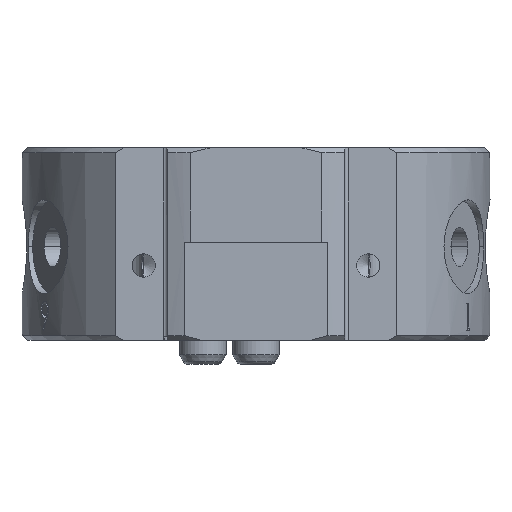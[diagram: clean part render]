
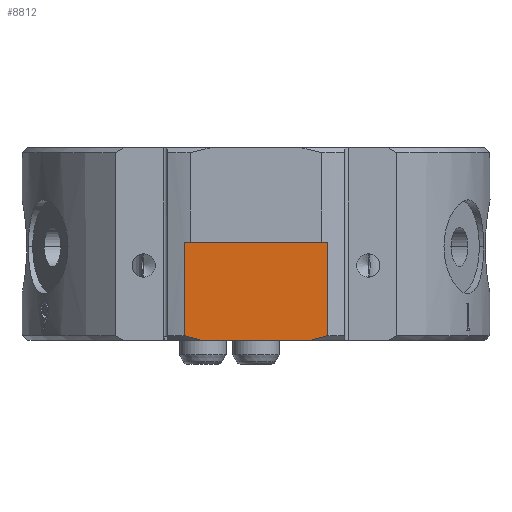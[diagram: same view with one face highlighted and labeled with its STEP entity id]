
A CAD part, left-side view. The second image highlights one B-rep face of the part: STEP entity #8812.
In plain terms, the highlighted planar face has unit normal (-1, 0, 0).
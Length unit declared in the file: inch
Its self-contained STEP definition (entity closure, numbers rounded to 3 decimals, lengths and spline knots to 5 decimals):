
#18 = AXIS2_PLACEMENT_3D ( 'NONE', #4252, #6733, #10163 ) ;
#147 = VERTEX_POINT ( 'NONE', #6074 ) ;
#787 = FACE_OUTER_BOUND ( 'NONE', #4659, .T. ) ;
#943 = CARTESIAN_POINT ( 'NONE',  ( -0.937, 0.27784, -0.79745 ) ) ;
#993 = VECTOR ( 'NONE', #10304, 39.37008 ) ;
#1104 = LINE ( 'NONE', #4520, #10898 ) ;
#1817 = EDGE_CURVE ( 'NONE', #6892, #6839, #2602, .T. ) ;
#1952 = CARTESIAN_POINT ( 'NONE',  ( -0.937, 0.25337, -0.80414 ) ) ;
#2422 = VECTOR ( 'NONE', #6177, 39.37008 ) ;
#2434 = EDGE_CURVE ( 'NONE', #9998, #147, #7028, .T. ) ;
#2602 = LINE ( 'NONE', #9586, #993 ) ;
#2728 = CARTESIAN_POINT ( 'NONE',  ( -0.937, 0.30211, -0.79 ) ) ;
#3169 = CARTESIAN_POINT ( 'NONE',  ( -0.937, -0.30211, -0.397 ) ) ;
#3459 = CARTESIAN_POINT ( 'NONE',  ( -0.937, 0.30211, -0.79 ) ) ;
#3747 = EDGE_CURVE ( 'NONE', #9998, #6839, #7968, .T. ) ;
#4252 = CARTESIAN_POINT ( 'NONE',  ( -0.937, -0.689, -0.397 ) ) ;
#4422 = CARTESIAN_POINT ( 'NONE',  ( -0.937, -0.30211, -0.79 ) ) ;
#4460 = VECTOR ( 'NONE', #4938, 39.37008 ) ;
#4520 = CARTESIAN_POINT ( 'NONE',  ( -0.937, 0.30211, 0. ) ) ;
#4659 = EDGE_LOOP ( 'NONE', ( #7130, #8352, #5040, #8881, #5751, #5256 ) ) ;
#4938 = DIRECTION ( 'NONE',  ( 0., 1., 0. ) ) ;
#5040 = ORIENTED_EDGE ( 'NONE', *, *, #2434, .F. ) ;
#5256 = ORIENTED_EDGE ( 'NONE', *, *, #7582, .T. ) ;
#5315 = CARTESIAN_POINT ( 'NONE',  ( -0.937, 0.22867, -0.81 ) ) ;
#5467 = CARTESIAN_POINT ( 'NONE',  ( -0.937, -0.22867, -0.81 ) ) ;
#5751 = ORIENTED_EDGE ( 'NONE', *, *, #1817, .F. ) ;
#5894 = LINE ( 'NONE', #6859, #4460 ) ;
#5939 = CARTESIAN_POINT ( 'NONE',  ( -0.937, -0.25337, -0.80414 ) ) ;
#6074 = CARTESIAN_POINT ( 'NONE',  ( -0.937, 0.22867, -0.81 ) ) ;
#6120 = B_SPLINE_CURVE_WITH_KNOTS ( 'NONE', 3,
 ( #2728, #943, #1952, #5315 ),
 .UNSPECIFIED., .F., .F.,
 ( 4, 4 ),
 ( 0., 0.00193 ),
 .UNSPECIFIED. ) ;
#6177 = DIRECTION ( 'NONE',  ( 0., 1., 0. ) ) ;
#6208 = EDGE_CURVE ( 'NONE', #8765, #7475, #1104, .T. ) ;
#6733 = DIRECTION ( 'NONE',  ( -1., 0., 0. ) ) ;
#6839 = VERTEX_POINT ( 'NONE', #8196 ) ;
#6859 = CARTESIAN_POINT ( 'NONE',  ( -0.937, -0.689, -0.397 ) ) ;
#6892 = VERTEX_POINT ( 'NONE', #3169 ) ;
#7028 = LINE ( 'NONE', #10225, #2422 ) ;
#7130 = ORIENTED_EDGE ( 'NONE', *, *, #6208, .F. ) ;
#7475 = VERTEX_POINT ( 'NONE', #9856 ) ;
#7582 = EDGE_CURVE ( 'NONE', #6892, #7475, #5894, .T. ) ;
#7645 = PLANE ( 'NONE',  #18 ) ;
#7968 = B_SPLINE_CURVE_WITH_KNOTS ( 'NONE', 3,
 ( #8651, #5939, #10440, #4422 ),
 .UNSPECIFIED., .F., .F.,
 ( 4, 4 ),
 ( 0., 0.00193 ),
 .UNSPECIFIED. ) ;
#8196 = CARTESIAN_POINT ( 'NONE',  ( -0.937, -0.30211, -0.79 ) ) ;
#8352 = ORIENTED_EDGE ( 'NONE', *, *, #8978, .T. ) ;
#8651 = CARTESIAN_POINT ( 'NONE',  ( -0.937, -0.22867, -0.81 ) ) ;
#8740 = DIRECTION ( 'NONE',  ( 0., 0., 1. ) ) ;
#8765 = VERTEX_POINT ( 'NONE', #3459 ) ;
#8812 = ADVANCED_FACE ( 'NONE', ( #787 ), #7645, .T. ) ;
#8881 = ORIENTED_EDGE ( 'NONE', *, *, #3747, .T. ) ;
#8978 = EDGE_CURVE ( 'NONE', #8765, #147, #6120, .T. ) ;
#9586 = CARTESIAN_POINT ( 'NONE',  ( -0.937, -0.30211, 0. ) ) ;
#9856 = CARTESIAN_POINT ( 'NONE',  ( -0.937, 0.30211, -0.397 ) ) ;
#9998 = VERTEX_POINT ( 'NONE', #5467 ) ;
#10163 = DIRECTION ( 'NONE',  ( 0., 0., 1. ) ) ;
#10225 = CARTESIAN_POINT ( 'NONE',  ( -0.937, -0.689, -0.81 ) ) ;
#10304 = DIRECTION ( 'NONE',  ( 0., 0., -1. ) ) ;
#10440 = CARTESIAN_POINT ( 'NONE',  ( -0.937, -0.27784, -0.79745 ) ) ;
#10898 = VECTOR ( 'NONE', #8740, 39.37008 ) ;
